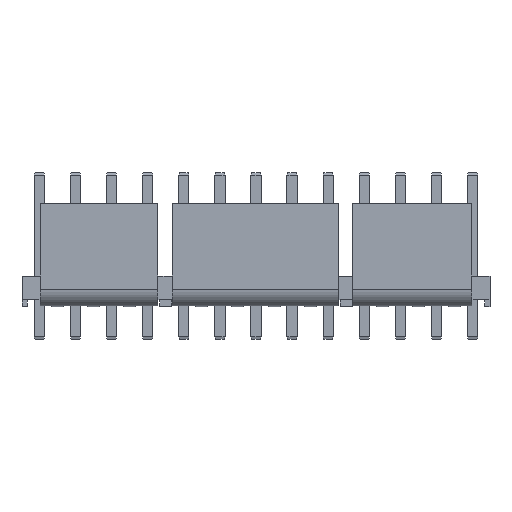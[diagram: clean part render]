
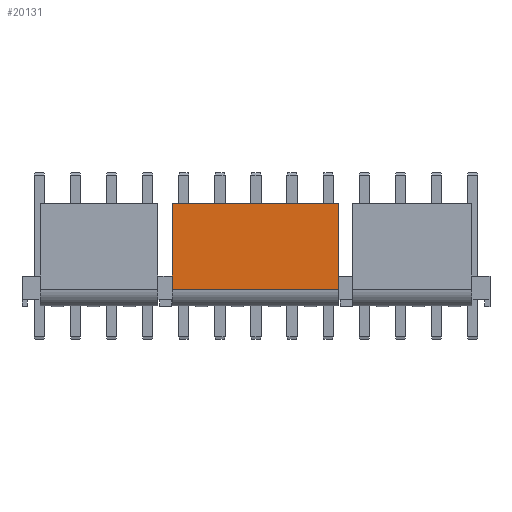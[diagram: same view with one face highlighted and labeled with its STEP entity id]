
A CAD part, front view. The second image highlights one B-rep face of the part: STEP entity #20131.
In plain terms, the highlighted planar face has unit normal (0, -1, 0).
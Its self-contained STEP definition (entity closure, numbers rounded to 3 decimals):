
#3567 = PLANE('',#3568);
#3568 = AXIS2_PLACEMENT_3D('',#3569,#3570,#3571);
#3569 = CARTESIAN_POINT('',(32.793,-4.9,13.935));
#3570 = DIRECTION('',(-1.,0.,0.));
#3571 = DIRECTION('',(-0.,0.,-1.));
#4069 = PLANE('',#4070);
#4070 = AXIS2_PLACEMENT_3D('',#4071,#4072,#4073);
#4071 = CARTESIAN_POINT('',(14.577,-4.9,-0.695));
#4072 = DIRECTION('',(1.,0.,0.));
#4073 = DIRECTION('',(0.,0.,1.));
#10813 = EDGE_CURVE('',#10814,#10816,#10818,.T.);
#10814 = VERTEX_POINT('',#10815);
#10815 = CARTESIAN_POINT('',(14.577,-4.9,1.91));
#10816 = VERTEX_POINT('',#10817);
#10817 = CARTESIAN_POINT('',(14.577,-4.9,11.33));
#10818 = SURFACE_CURVE('',#10819,(#10823,#10830),.PCURVE_S1.);
#10819 = LINE('',#10820,#10821);
#10820 = CARTESIAN_POINT('',(14.577,-4.9,-0.695));
#10821 = VECTOR('',#10822,1.);
#10822 = DIRECTION('',(0.,0.,1.));
#10823 = PCURVE('',#4069,#10824);
#10824 = DEFINITIONAL_REPRESENTATION('',(#10825),#10829);
#10825 = LINE('',#10826,#10827);
#10826 = CARTESIAN_POINT('',(0.,0.));
#10827 = VECTOR('',#10828,1.);
#10828 = DIRECTION('',(1.,0.));
#10829 = ( GEOMETRIC_REPRESENTATION_CONTEXT(2)
PARAMETRIC_REPRESENTATION_CONTEXT() REPRESENTATION_CONTEXT('2D SPACE',''
) );
#10830 = PCURVE('',#10831,#10836);
#10831 = PLANE('',#10832);
#10832 = AXIS2_PLACEMENT_3D('',#10833,#10834,#10835);
#10833 = CARTESIAN_POINT('',(49.425,-4.9,11.33));
#10834 = DIRECTION('',(0.,-1.,0.));
#10835 = DIRECTION('',(-0.,0.,-1.));
#10836 = DEFINITIONAL_REPRESENTATION('',(#10837),#10841);
#10837 = LINE('',#10838,#10839);
#10838 = CARTESIAN_POINT('',(12.025,-34.848));
#10839 = VECTOR('',#10840,1.);
#10840 = DIRECTION('',(-1.,0.));
#10841 = ( GEOMETRIC_REPRESENTATION_CONTEXT(2)
PARAMETRIC_REPRESENTATION_CONTEXT() REPRESENTATION_CONTEXT('2D SPACE',''
) );
#10860 = CYLINDRICAL_SURFACE('',#10861,1.948);
#10861 = AXIS2_PLACEMENT_3D('',#10862,#10863,#10864);
#10862 = CARTESIAN_POINT('',(49.425,-2.953,1.947));
#10863 = DIRECTION('',(1.,0.,0.));
#10864 = DIRECTION('',(0.,-1.,
-0.019));
#11092 = PLANE('',#11093);
#11093 = AXIS2_PLACEMENT_3D('',#11094,#11095,#11096);
#11094 = CARTESIAN_POINT('',(49.425,-4.13,11.33));
#11095 = DIRECTION('',(0.,0.,1.));
#11096 = DIRECTION('',(0.,-1.,0.));
#12158 = EDGE_CURVE('',#12159,#12161,#12163,.T.);
#12159 = VERTEX_POINT('',#12160);
#12160 = CARTESIAN_POINT('',(32.793,-4.9,11.33));
#12161 = VERTEX_POINT('',#12162);
#12162 = CARTESIAN_POINT('',(32.793,-4.9,1.91));
#12163 = SURFACE_CURVE('',#12164,(#12168,#12175),.PCURVE_S1.);
#12164 = LINE('',#12165,#12166);
#12165 = CARTESIAN_POINT('',(32.793,-4.9,13.935));
#12166 = VECTOR('',#12167,1.);
#12167 = DIRECTION('',(0.,-0.,-1.));
#12168 = PCURVE('',#3567,#12169);
#12169 = DEFINITIONAL_REPRESENTATION('',(#12170),#12174);
#12170 = LINE('',#12171,#12172);
#12171 = CARTESIAN_POINT('',(0.,0.));
#12172 = VECTOR('',#12173,1.);
#12173 = DIRECTION('',(1.,0.));
#12174 = ( GEOMETRIC_REPRESENTATION_CONTEXT(2)
PARAMETRIC_REPRESENTATION_CONTEXT() REPRESENTATION_CONTEXT('2D SPACE',''
) );
#12175 = PCURVE('',#10831,#12176);
#12176 = DEFINITIONAL_REPRESENTATION('',(#12177),#12181);
#12177 = LINE('',#12178,#12179);
#12178 = CARTESIAN_POINT('',(-2.605,-16.632));
#12179 = VECTOR('',#12180,1.);
#12180 = DIRECTION('',(1.,0.));
#12181 = ( GEOMETRIC_REPRESENTATION_CONTEXT(2)
PARAMETRIC_REPRESENTATION_CONTEXT() REPRESENTATION_CONTEXT('2D SPACE',''
) );
#20131 = ADVANCED_FACE('',(#20132),#10831,.T.);
#20132 = FACE_BOUND('',#20133,.T.);
#20133 = EDGE_LOOP('',(#20134,#20135,#20156,#20157));
#20134 = ORIENTED_EDGE('',*,*,#12158,.F.);
#20135 = ORIENTED_EDGE('',*,*,#20136,.T.);
#20136 = EDGE_CURVE('',#12159,#10816,#20137,.T.);
#20137 = SURFACE_CURVE('',#20138,(#20142,#20149),.PCURVE_S1.);
#20138 = LINE('',#20139,#20140);
#20139 = CARTESIAN_POINT('',(49.425,-4.9,11.33));
#20140 = VECTOR('',#20141,1.);
#20141 = DIRECTION('',(-1.,0.,0.));
#20142 = PCURVE('',#10831,#20143);
#20143 = DEFINITIONAL_REPRESENTATION('',(#20144),#20148);
#20144 = LINE('',#20145,#20146);
#20145 = CARTESIAN_POINT('',(0.,0.));
#20146 = VECTOR('',#20147,1.);
#20147 = DIRECTION('',(0.,-1.));
#20148 = ( GEOMETRIC_REPRESENTATION_CONTEXT(2)
PARAMETRIC_REPRESENTATION_CONTEXT() REPRESENTATION_CONTEXT('2D SPACE',''
) );
#20149 = PCURVE('',#11092,#20150);
#20150 = DEFINITIONAL_REPRESENTATION('',(#20151),#20155);
#20151 = LINE('',#20152,#20153);
#20152 = CARTESIAN_POINT('',(0.77,0.));
#20153 = VECTOR('',#20154,1.);
#20154 = DIRECTION('',(0.,-1.));
#20155 = ( GEOMETRIC_REPRESENTATION_CONTEXT(2)
PARAMETRIC_REPRESENTATION_CONTEXT() REPRESENTATION_CONTEXT('2D SPACE',''
) );
#20156 = ORIENTED_EDGE('',*,*,#10813,.F.);
#20157 = ORIENTED_EDGE('',*,*,#20158,.F.);
#20158 = EDGE_CURVE('',#12161,#10814,#20159,.T.);
#20159 = SURFACE_CURVE('',#20160,(#20164,#20171),.PCURVE_S1.);
#20160 = LINE('',#20161,#20162);
#20161 = CARTESIAN_POINT('',(49.425,-4.9,1.91));
#20162 = VECTOR('',#20163,1.);
#20163 = DIRECTION('',(-1.,0.,0.));
#20164 = PCURVE('',#10831,#20165);
#20165 = DEFINITIONAL_REPRESENTATION('',(#20166),#20170);
#20166 = LINE('',#20167,#20168);
#20167 = CARTESIAN_POINT('',(9.42,0.));
#20168 = VECTOR('',#20169,1.);
#20169 = DIRECTION('',(0.,-1.));
#20170 = ( GEOMETRIC_REPRESENTATION_CONTEXT(2)
PARAMETRIC_REPRESENTATION_CONTEXT() REPRESENTATION_CONTEXT('2D SPACE',''
) );
#20171 = PCURVE('',#10860,#20172);
#20172 = DEFINITIONAL_REPRESENTATION('',(#20173),#20177);
#20173 = LINE('',#20174,#20175);
#20174 = CARTESIAN_POINT('',(0.,0.));
#20175 = VECTOR('',#20176,1.);
#20176 = DIRECTION('',(0.,-1.));
#20177 = ( GEOMETRIC_REPRESENTATION_CONTEXT(2)
PARAMETRIC_REPRESENTATION_CONTEXT() REPRESENTATION_CONTEXT('2D SPACE',''
) );
